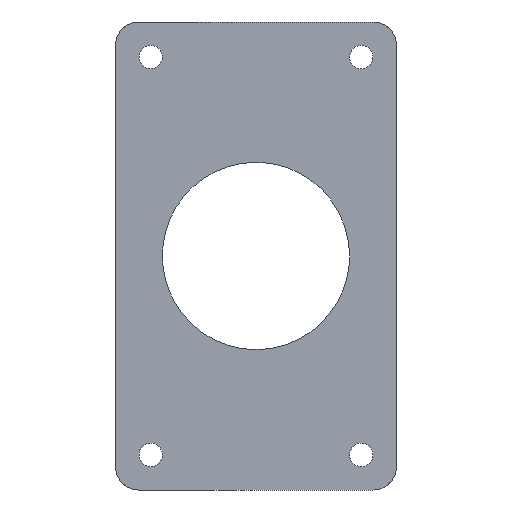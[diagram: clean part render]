
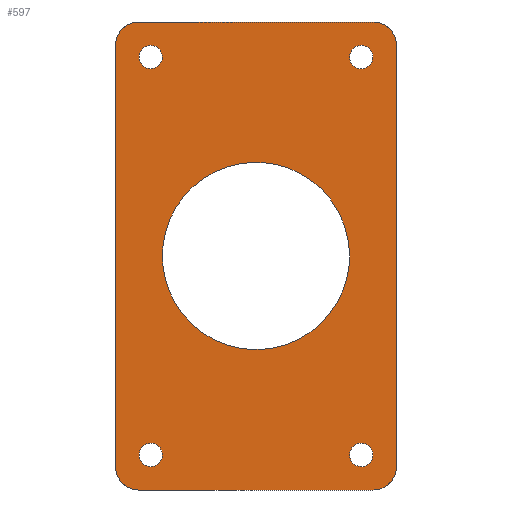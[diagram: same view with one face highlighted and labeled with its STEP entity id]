
A CAD part, front view. The second image highlights one B-rep face of the part: STEP entity #597.
In plain terms, the highlighted planar face has unit normal (0, -1, 0).
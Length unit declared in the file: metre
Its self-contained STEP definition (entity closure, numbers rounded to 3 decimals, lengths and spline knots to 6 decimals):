
#4 = CARTESIAN_POINT('NONE', (-0.0508, 0, -0.10795));
#5 = VERTEX_POINT('NONE', #4);
#8 = CARTESIAN_POINT('NONE', (0.0635, 0, -0.10795));
#9 = VERTEX_POINT('NONE', #8);
#12 = CARTESIAN_POINT('NONE', (-0.0508, 0, 0.10795));
#13 = VERTEX_POINT('NONE', #12);
#16 = CARTESIAN_POINT('NONE', (0.0635, 0, 0.10795));
#17 = VERTEX_POINT('NONE', #16);
#20 = CARTESIAN_POINT('NONE', (0.0508, 0, 0.));
#21 = VERTEX_POINT('NONE', #20);
#24 = CARTESIAN_POINT('NONE', (-0.0635, 0, -0.127));
#25 = VERTEX_POINT('NONE', #24);
#30 = CARTESIAN_POINT('NONE', (-0.0762, 0, -0.1143));
#31 = VERTEX_POINT('NONE', #30);
#32 = CARTESIAN_POINT('NONE', (0.0635, 0, 0.127));
#33 = VERTEX_POINT('NONE', #32);
#38 = CARTESIAN_POINT('NONE', (0.0762, 0, 0.1143));
#39 = VERTEX_POINT('NONE', #38);
#40 = CARTESIAN_POINT('NONE', (-0.0635, 0, 0.127));
#41 = VERTEX_POINT('NONE', #40);
#46 = CARTESIAN_POINT('NONE', (-0.0762, 0, 0.1143));
#47 = VERTEX_POINT('NONE', #46);
#48 = CARTESIAN_POINT('NONE', (0.0762, 0, -0.1143));
#49 = VERTEX_POINT('NONE', #48);
#54 = CARTESIAN_POINT('NONE', (0.0635, 0, -0.127));
#55 = VERTEX_POINT('NONE', #54);
#56 = CARTESIAN_POINT('NONE', (-0.0508, 0, -0.10795));
#57 = CARTESIAN_POINT('NONE', (-0.0508, 0, -0.1016));
#58 = CARTESIAN_POINT('NONE', (-0.05715, 0, -0.1016));
#59 = CARTESIAN_POINT('NONE', (-0.0635, 0, -0.1016));
#60 = CARTESIAN_POINT('NONE', (-0.0635, 0, -0.10795));
#61 = CARTESIAN_POINT('NONE', (-0.0635, 0, -0.1143));
#62 = CARTESIAN_POINT('NONE', (-0.05715, 0, -0.1143));
#63 = CARTESIAN_POINT('NONE', (-0.0508, 0, -0.1143));
#64 = CARTESIAN_POINT('NONE', (-0.0508, 0, -0.10795));
#65 = (
  BOUNDED_CURVE()
  B_SPLINE_CURVE(2, (#56, #57, #58, #59, #60, #61, #62, #63, #64), .UNSPECIFIED., .F., .F.)
  B_SPLINE_CURVE_WITH_KNOTS((3, 2, 2, 2, 3), (812.8, 813.05, 813.3, 813.55, 813.8), .UNSPECIFIED.)
  CURVE()
  GEOMETRIC_REPRESENTATION_ITEM()
  RATIONAL_B_SPLINE_CURVE((1, 0.707, 1, 0.707, 1, 0.707, 1, 0.707, 1))
  REPRESENTATION_ITEM('NONE')
);
#80 = CARTESIAN_POINT('NONE', (0.0635, 0, -0.10795));
#81 = CARTESIAN_POINT('NONE', (0.0635, 0, -0.1016));
#82 = CARTESIAN_POINT('NONE', (0.05715, 0, -0.1016));
#83 = CARTESIAN_POINT('NONE', (0.0508, 0, -0.1016));
#84 = CARTESIAN_POINT('NONE', (0.0508, 0, -0.10795));
#85 = CARTESIAN_POINT('NONE', (0.0508, 0, -0.1143));
#86 = CARTESIAN_POINT('NONE', (0.05715, 0, -0.1143));
#87 = CARTESIAN_POINT('NONE', (0.0635, 0, -0.1143));
#88 = CARTESIAN_POINT('NONE', (0.0635, 0, -0.10795));
#89 = (
  BOUNDED_CURVE()
  B_SPLINE_CURVE(2, (#80, #81, #82, #83, #84, #85, #86, #87, #88), .UNSPECIFIED., .F., .F.)
  B_SPLINE_CURVE_WITH_KNOTS((3, 2, 2, 2, 3), (813.8, 814.05, 814.3, 814.55, 814.8), .UNSPECIFIED.)
  CURVE()
  GEOMETRIC_REPRESENTATION_ITEM()
  RATIONAL_B_SPLINE_CURVE((1, 0.707, 1, 0.707, 1, 0.707, 1, 0.707, 1))
  REPRESENTATION_ITEM('NONE')
);
#104 = CARTESIAN_POINT('NONE', (-0.0508, 0, 0.10795));
#105 = CARTESIAN_POINT('NONE', (-0.0508, 0, 0.1143));
#106 = CARTESIAN_POINT('NONE', (-0.05715, 0, 0.1143));
#107 = CARTESIAN_POINT('NONE', (-0.0635, 0, 0.1143));
#108 = CARTESIAN_POINT('NONE', (-0.0635, 0, 0.10795));
#109 = CARTESIAN_POINT('NONE', (-0.0635, 0, 0.1016));
#110 = CARTESIAN_POINT('NONE', (-0.05715, 0, 0.1016));
#111 = CARTESIAN_POINT('NONE', (-0.0508, 0, 0.1016));
#112 = CARTESIAN_POINT('NONE', (-0.0508, 0, 0.10795));
#113 = (
  BOUNDED_CURVE()
  B_SPLINE_CURVE(2, (#104, #105, #106, #107, #108, #109, #110, #111, #112), .UNSPECIFIED., .F., .F.)
  B_SPLINE_CURVE_WITH_KNOTS((3, 2, 2, 2, 3), (814.8, 815.05, 815.3, 815.55, 815.8), .UNSPECIFIED.)
  CURVE()
  GEOMETRIC_REPRESENTATION_ITEM()
  RATIONAL_B_SPLINE_CURVE((1, 0.707, 1, 0.707, 1, 0.707, 1, 0.707, 1))
  REPRESENTATION_ITEM('NONE')
);
#128 = CARTESIAN_POINT('NONE', (0.0635, 0, 0.10795));
#129 = CARTESIAN_POINT('NONE', (0.0635, 0, 0.1143));
#130 = CARTESIAN_POINT('NONE', (0.05715, 0, 0.1143));
#131 = CARTESIAN_POINT('NONE', (0.0508, 0, 0.1143));
#132 = CARTESIAN_POINT('NONE', (0.0508, 0, 0.10795));
#133 = CARTESIAN_POINT('NONE', (0.0508, 0, 0.1016));
#134 = CARTESIAN_POINT('NONE', (0.05715, 0, 0.1016));
#135 = CARTESIAN_POINT('NONE', (0.0635, 0, 0.1016));
#136 = CARTESIAN_POINT('NONE', (0.0635, 0, 0.10795));
#137 = (
  BOUNDED_CURVE()
  B_SPLINE_CURVE(2, (#128, #129, #130, #131, #132, #133, #134, #135, #136), .UNSPECIFIED., .F., .F.)
  B_SPLINE_CURVE_WITH_KNOTS((3, 2, 2, 2, 3), (815.8, 816.05, 816.3, 816.55, 816.8), .UNSPECIFIED.)
  CURVE()
  GEOMETRIC_REPRESENTATION_ITEM()
  RATIONAL_B_SPLINE_CURVE((1, 0.707, 1, 0.707, 1, 0.707, 1, 0.707, 1))
  REPRESENTATION_ITEM('NONE')
);
#152 = CARTESIAN_POINT('NONE', (0.0508, 0, 0.));
#153 = CARTESIAN_POINT('NONE', (0.0508, 0, 0.0508));
#154 = CARTESIAN_POINT('NONE', (0., 0, 0.0508));
#155 = CARTESIAN_POINT('NONE', (-0.0508, 0, 0.0508));
#156 = CARTESIAN_POINT('NONE', (-0.0508, 0, 0.));
#157 = CARTESIAN_POINT('NONE', (-0.0508, 0, -0.0508));
#158 = CARTESIAN_POINT('NONE', (0., 0, -0.0508));
#159 = CARTESIAN_POINT('NONE', (0.0508, 0, -0.0508));
#160 = CARTESIAN_POINT('NONE', (0.0508, 0, 0.));
#161 = (
  BOUNDED_CURVE()
  B_SPLINE_CURVE(2, (#152, #153, #154, #155, #156, #157, #158, #159, #160), .UNSPECIFIED., .F., .F.)
  B_SPLINE_CURVE_WITH_KNOTS((3, 2, 2, 2, 3), (816.8, 817.05, 817.3, 817.55, 817.8), .UNSPECIFIED.)
  CURVE()
  GEOMETRIC_REPRESENTATION_ITEM()
  RATIONAL_B_SPLINE_CURVE((1, 0.707, 1, 0.707, 1, 0.707, 1, 0.707, 1))
  REPRESENTATION_ITEM('NONE')
);
#188 = CARTESIAN_POINT('NONE', (-0.0762, 0, -0.1143));
#189 = CARTESIAN_POINT('NONE', (-0.0762, 0, -0.127));
#190 = CARTESIAN_POINT('NONE', (-0.0635, 0, -0.127));
#191 = (
  BOUNDED_CURVE()
  B_SPLINE_CURVE(2, (#188, #189, #190), .UNSPECIFIED., .F., .F.)
  B_SPLINE_CURVE_WITH_KNOTS((3, 3), (-1, -0), .UNSPECIFIED.)
  CURVE()
  GEOMETRIC_REPRESENTATION_ITEM()
  RATIONAL_B_SPLINE_CURVE((1, 0.707, 1))
  REPRESENTATION_ITEM('NONE')
);
#204 = CARTESIAN_POINT('NONE', (0.0762, 0, 0.1143));
#205 = CARTESIAN_POINT('NONE', (0.0762, 0, 0.127));
#206 = CARTESIAN_POINT('NONE', (0.0635, 0, 0.127));
#207 = (
  BOUNDED_CURVE()
  B_SPLINE_CURVE(2, (#204, #205, #206), .UNSPECIFIED., .F., .F.)
  B_SPLINE_CURVE_WITH_KNOTS((3, 3), (-1, -0), .UNSPECIFIED.)
  CURVE()
  GEOMETRIC_REPRESENTATION_ITEM()
  RATIONAL_B_SPLINE_CURVE((1, 0.707, 1))
  REPRESENTATION_ITEM('NONE')
);
#220 = CARTESIAN_POINT('NONE', (-0.0762, 0, 0.1143));
#221 = CARTESIAN_POINT('NONE', (-0.0762, 0, 0.127));
#222 = CARTESIAN_POINT('NONE', (-0.0635, 0, 0.127));
#223 = (
  BOUNDED_CURVE()
  B_SPLINE_CURVE(2, (#220, #221, #222), .UNSPECIFIED., .F., .F.)
  B_SPLINE_CURVE_WITH_KNOTS((3, 3), (-1, -0), .UNSPECIFIED.)
  CURVE()
  GEOMETRIC_REPRESENTATION_ITEM()
  RATIONAL_B_SPLINE_CURVE((1, 0.707, 1))
  REPRESENTATION_ITEM('NONE')
);
#224 = DIRECTION('NONE', (1, 0, 0));
#225 = VECTOR('NONE', #224, 1);
#226 = CARTESIAN_POINT('NONE', (-0.0635, 0, 0.127));
#227 = LINE('NONE', #226, #225);
#232 = DIRECTION('NONE', (0, 0, 1));
#233 = VECTOR('NONE', #232, 1);
#234 = CARTESIAN_POINT('NONE', (-0.0762, 0, -0.1143));
#235 = LINE('NONE', #234, #233);
#252 = CARTESIAN_POINT('NONE', (0.0635, 0, -0.127));
#253 = CARTESIAN_POINT('NONE', (0.0762, 0, -0.127));
#254 = CARTESIAN_POINT('NONE', (0.0762, 0, -0.1143));
#255 = (
  BOUNDED_CURVE()
  B_SPLINE_CURVE(2, (#252, #253, #254), .UNSPECIFIED., .F., .F.)
  B_SPLINE_CURVE_WITH_KNOTS((3, 3), (-1, -0), .UNSPECIFIED.)
  CURVE()
  GEOMETRIC_REPRESENTATION_ITEM()
  RATIONAL_B_SPLINE_CURVE((1, 0.707, 1))
  REPRESENTATION_ITEM('NONE')
);
#256 = DIRECTION('NONE', (0., 0, -1));
#257 = VECTOR('NONE', #256, 1);
#258 = CARTESIAN_POINT('NONE', (0.0762, 0, 0.1143));
#259 = LINE('NONE', #258, #257);
#264 = DIRECTION('NONE', (-1, 0, 0.));
#265 = VECTOR('NONE', #264, 1);
#266 = CARTESIAN_POINT('NONE', (0.0635, 0, -0.127));
#267 = LINE('NONE', #266, #265);
#272 = EDGE_CURVE('NONE', #5, #5, #65, .T.);
#275 = EDGE_CURVE('NONE', #9, #9, #89, .T.);
#278 = EDGE_CURVE('NONE', #13, #13, #113, .T.);
#281 = EDGE_CURVE('NONE', #17, #17, #137, .T.);
#284 = EDGE_CURVE('NONE', #21, #21, #161, .T.);
#290 = EDGE_CURVE('NONE', #31, #25, #191, .T.);
#294 = EDGE_CURVE('NONE', #39, #33, #207, .T.);
#298 = EDGE_CURVE('NONE', #47, #41, #223, .T.);
#299 = EDGE_CURVE('NONE', #41, #33, #227, .T.);
#301 = EDGE_CURVE('NONE', #31, #47, #235, .T.);
#306 = EDGE_CURVE('NONE', #55, #49, #255, .T.);
#307 = EDGE_CURVE('NONE', #39, #49, #259, .T.);
#309 = EDGE_CURVE('NONE', #55, #25, #267, .T.);
#356 = ORIENTED_EDGE('NONE', *, *, #298, .T.);
#357 = ORIENTED_EDGE('NONE', *, *, #299, .T.);
#358 = ORIENTED_EDGE('NONE', *, *, #294, .F.);
#359 = ORIENTED_EDGE('NONE', *, *, #307, .T.);
#360 = ORIENTED_EDGE('NONE', *, *, #306, .F.);
#361 = ORIENTED_EDGE('NONE', *, *, #309, .T.);
#362 = ORIENTED_EDGE('NONE', *, *, #290, .F.);
#363 = ORIENTED_EDGE('NONE', *, *, #301, .T.);
#364 = EDGE_LOOP('NONE', (#356, #357, #358, #359, #360, #361, #362, #363));
#365 = ORIENTED_EDGE('NONE', *, *, #272, .T.);
#366 = EDGE_LOOP('NONE', (#365));
#367 = ORIENTED_EDGE('NONE', *, *, #275, .T.);
#368 = EDGE_LOOP('NONE', (#367));
#369 = ORIENTED_EDGE('NONE', *, *, #278, .T.);
#370 = EDGE_LOOP('NONE', (#369));
#371 = ORIENTED_EDGE('NONE', *, *, #281, .T.);
#372 = EDGE_LOOP('NONE', (#371));
#373 = ORIENTED_EDGE('NONE', *, *, #284, .T.);
#374 = EDGE_LOOP('NONE', (#373));
#525 = CARTESIAN_POINT('NONE', (0, 0, -0));
#526 = DIRECTION('NONE', (0, 1, 0));
#527 = AXIS2_PLACEMENT_3D('NONE', #525, #526, $);
#528 = PLANE('NONE', #527);
#591 = FACE_OUTER_BOUND('NONE', #364, .F.);
#592 = FACE_BOUND('NONE', #366, .F.);
#593 = FACE_BOUND('NONE', #368, .F.);
#594 = FACE_BOUND('NONE', #370, .F.);
#595 = FACE_BOUND('NONE', #372, .F.);
#596 = FACE_BOUND('NONE', #374, .F.);
#597 = ADVANCED_FACE('NONE', (#591, #592, #593, #594, #595, #596), #528, .F.);
